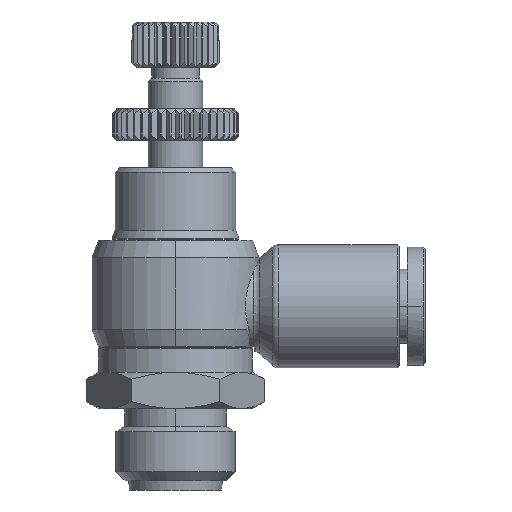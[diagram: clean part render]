
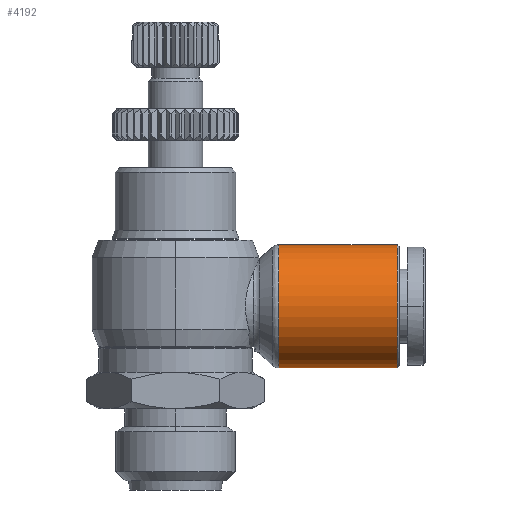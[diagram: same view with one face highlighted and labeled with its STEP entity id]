
A CAD part, front view. The second image highlights one B-rep face of the part: STEP entity #4192.
In plain terms, the highlighted cylindrical face has radius 6.8 mm (diameter 13.6 mm), a partial arc.
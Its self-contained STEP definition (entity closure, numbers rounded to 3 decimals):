
#850 = AXIS2_PLACEMENT_3D ( 'NONE', #27041, #18701, #29389 ) ;
#1467 = AXIS2_PLACEMENT_3D ( 'NONE', #24197, #26818, #27051 ) ;
#1806 = CARTESIAN_POINT ( 'NONE',  ( 51.024, 17.287, 3.702 ) ) ;
#2279 = VERTEX_POINT ( 'NONE', #1806 ) ;
#3857 = CARTESIAN_POINT ( 'NONE',  ( 51.024, 17.287, 17.302 ) ) ;
#4066 = CARTESIAN_POINT ( 'NONE',  ( 37.908, 17.287, 10.502 ) ) ;
#4192 = ADVANCED_FACE ( 'NONE', ( #11136 ), #34390, .T. ) ;
#5356 = VERTEX_POINT ( 'NONE', #28057 ) ;
#6791 = DIRECTION ( 'NONE',  ( 0., 0., 1. ) ) ;
#7934 = EDGE_CURVE ( 'NONE', #15246, #5356, #9617, .T. ) ;
#8631 = ORIENTED_EDGE ( 'NONE', *, *, #33842, .F. ) ;
#9617 = LINE ( 'NONE', #28047, #13870 ) ;
#11136 = FACE_OUTER_BOUND ( 'NONE', #17198, .T. ) ;
#12473 = DIRECTION ( 'NONE',  ( -1., 0., 0. ) ) ;
#13193 = VECTOR ( 'NONE', #12473, 1000. ) ;
#13870 = VECTOR ( 'NONE', #17200, 1000. ) ;
#14919 = DIRECTION ( 'NONE',  ( 1., 0., 0. ) ) ;
#15246 = VERTEX_POINT ( 'NONE', #3857 ) ;
#15751 = VERTEX_POINT ( 'NONE', #25106 ) ;
#16052 = ORIENTED_EDGE ( 'NONE', *, *, #30288, .T. ) ;
#16293 = CIRCLE ( 'NONE', #18615, 6.8 ) ;
#17198 = EDGE_LOOP ( 'NONE', ( #8631, #29088, #25770, #16052 ) ) ;
#17200 = DIRECTION ( 'NONE',  ( -1., 0., 0. ) ) ;
#18615 = AXIS2_PLACEMENT_3D ( 'NONE', #4066, #14919, #6791 ) ;
#18701 = DIRECTION ( 'NONE',  ( -1., 0., 0. ) ) ;
#20377 = CARTESIAN_POINT ( 'NONE',  ( 43.524, 17.287, 3.702 ) ) ;
#24197 = CARTESIAN_POINT ( 'NONE',  ( 43.524, 17.287, 10.502 ) ) ;
#25106 = CARTESIAN_POINT ( 'NONE',  ( 37.908, 17.287, 3.702 ) ) ;
#25770 = ORIENTED_EDGE ( 'NONE', *, *, #7934, .T. ) ;
#26785 = LINE ( 'NONE', #20377, #13193 ) ;
#26818 = DIRECTION ( 'NONE',  ( -1., 0., 0. ) ) ;
#27041 = CARTESIAN_POINT ( 'NONE',  ( 51.024, 17.287, 10.502 ) ) ;
#27051 = DIRECTION ( 'NONE',  ( 0., 0., 1. ) ) ;
#28047 = CARTESIAN_POINT ( 'NONE',  ( 43.524, 17.287, 17.302 ) ) ;
#28057 = CARTESIAN_POINT ( 'NONE',  ( 37.908, 17.287, 17.302 ) ) ;
#29088 = ORIENTED_EDGE ( 'NONE', *, *, #31473, .T. ) ;
#29389 = DIRECTION ( 'NONE',  ( 0., 0., 1. ) ) ;
#30288 = EDGE_CURVE ( 'NONE', #5356, #15751, #16293, .T. ) ;
#31473 = EDGE_CURVE ( 'NONE', #2279, #15246, #33955, .T. ) ;
#33842 = EDGE_CURVE ( 'NONE', #2279, #15751, #26785, .T. ) ;
#33955 = CIRCLE ( 'NONE', #850, 6.8 ) ;
#34390 = CYLINDRICAL_SURFACE ( 'NONE', #1467, 6.8 ) ;
